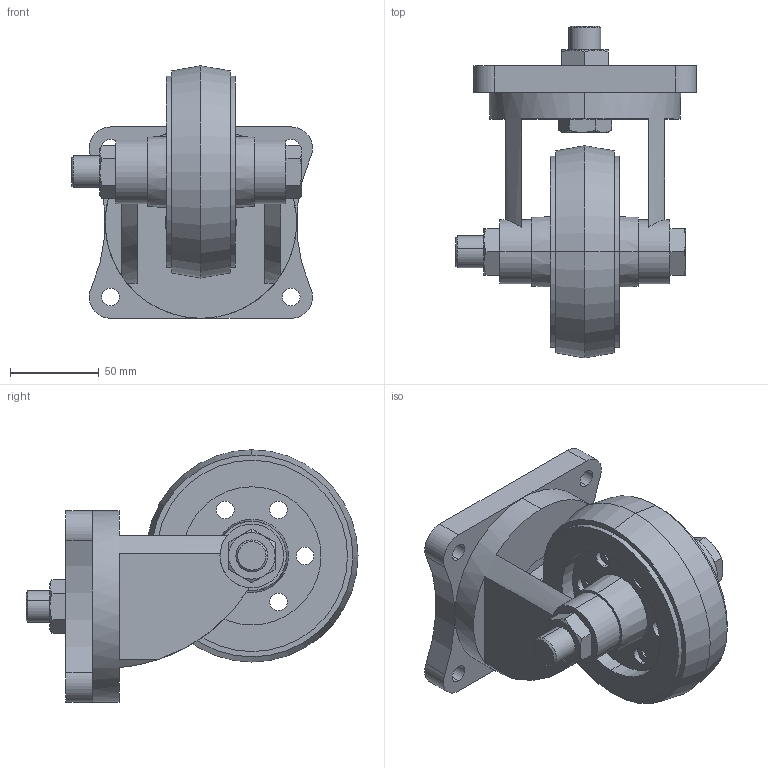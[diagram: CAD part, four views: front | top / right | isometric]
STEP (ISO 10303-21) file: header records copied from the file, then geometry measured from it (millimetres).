
FILE_DESCRIPTION (( 'STEP AP203' ), '1' );
FILE_NAME ('Castor wheel.STEP', '2012-08-23T21:46:13', ( 'User' ), ( '' ), 'SwSTEP 2.0', 'SolidWorks 2012', '' );
FILE_SCHEMA (( 'CONFIG_CONTROL_DESIGN' ));
Length unit declared in the file: millimetre
Products named in the file (10): Castor wheel; Shaft; King-pin; Nut; Tyre; Flange; Hub; Bush; Plate; Frame
Assembly tree (13 placements, depth 2):
  Castor wheel
    Frame
    Plate
    Bush
    Hub
    Flange  x2
    Tyre
    Nut  x4
    King-pin
    Shaft
Bounding box: 135.97 x 187.41 x 142.53 mm (x, y, z)
Volume: 747036.4 mm3; surface area: 210742.3 mm2
Topology: 13 solids, 13 shells, 233 faces, 542 edges, 350 vertices
Faces by surface type: cylinder 114, plane 75, cone 44
Entity records: 5975 total; most frequent: DIRECTION 917, CARTESIAN_POINT 889, ORIENTED_EDGE 736, AXIS2_PLACEMENT_3D 391, EDGE_CURVE 368, VERTEX_POINT 241, EDGE_LOOP 221, CIRCLE 217
